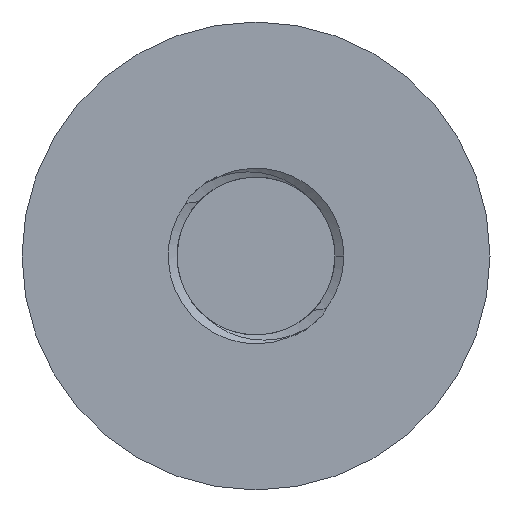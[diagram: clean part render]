
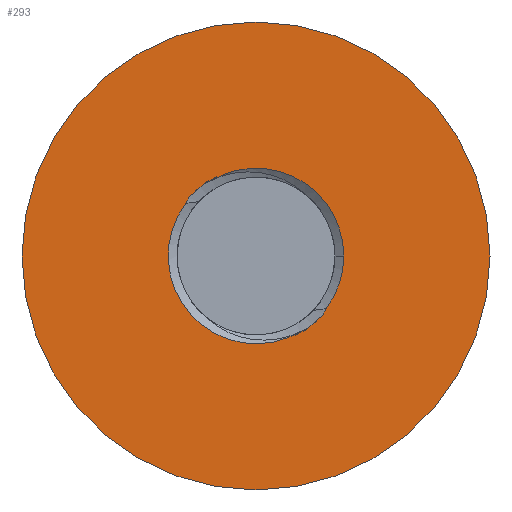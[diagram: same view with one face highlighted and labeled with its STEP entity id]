
A CAD part, front view. The second image highlights one B-rep face of the part: STEP entity #293.
In plain terms, the highlighted planar face has unit normal (0, -1, 0).
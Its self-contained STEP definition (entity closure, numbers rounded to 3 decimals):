
#4 = VERTEX_POINT ( 'NONE', #371 ) ;
#202 = VERTEX_POINT ( 'NONE', #778 ) ;
#204 = AXIS2_PLACEMENT_3D ( 'NONE', #1908, #3026, #1289 ) ;
#208 = CARTESIAN_POINT ( 'NONE',  ( 0., 6.092, 0. ) ) ;
#251 = CARTESIAN_POINT ( 'NONE',  ( 3.908, 6.092, -4.679 ) ) ;
#278 = CARTESIAN_POINT ( 'NONE',  ( 0., 6.092, 0. ) ) ;
#285 = ORIENTED_EDGE ( 'NONE', *, *, #3656, .T. ) ;
#293 = ADVANCED_FACE ( 'NONE', ( #451, #3596 ), #1027, .T. ) ;
#365 = EDGE_CURVE ( 'NONE', #202, #3479, #684, .T. ) ;
#371 = CARTESIAN_POINT ( 'NONE',  ( 3.108, 6.092, -5.132 ) ) ;
#402 = EDGE_CURVE ( 'NONE', #1488, #202, #1889, .T. ) ;
#446 = CARTESIAN_POINT ( 'NONE',  ( 3.374, 6.092, -5.025 ) ) ;
#451 = FACE_OUTER_BOUND ( 'NONE', #2414, .T. ) ;
#468 = EDGE_CURVE ( 'NONE', #1963, #2686, #770, .T. ) ;
#494 = CARTESIAN_POINT ( 'NONE',  ( 3.505, 6.092, -4.964 ) ) ;
#531 = CARTESIAN_POINT ( 'NONE',  ( 4.598, 6.092, -3.973 ) ) ;
#617 = ORIENTED_EDGE ( 'NONE', *, *, #1604, .T. ) ;
#622 = B_SPLINE_CURVE_WITH_KNOTS ( 'NONE', 3,
 ( #531, #2453, #251, #767 ),
 .UNSPECIFIED., .F., .F.,
 ( 4, 4 ),
 ( 0., 0.001 ),
 .UNSPECIFIED. ) ;
#639 = ORIENTED_EDGE ( 'NONE', *, *, #468, .T. ) ;
#643 = CARTESIAN_POINT ( 'NONE',  ( 4.737, 6.092, -3.726 ) ) ;
#657 = CIRCLE ( 'NONE', #2138, 6. ) ;
#661 = CARTESIAN_POINT ( 'NONE',  ( 4.598, 6.092, -3.973 ) ) ;
#684 = CIRCLE ( 'NONE', #3108, 6. ) ;
#708 = CIRCLE ( 'NONE', #2061, 6. ) ;
#739 = ORIENTED_EDGE ( 'NONE', *, *, #2495, .T. ) ;
#754 = CARTESIAN_POINT ( 'NONE',  ( 0., 6.092, 0. ) ) ;
#767 = CARTESIAN_POINT ( 'NONE',  ( 3.505, 6.092, -4.964 ) ) ;
#770 = B_SPLINE_CURVE_WITH_KNOTS ( 'NONE', 3,
 ( #1741, #643, #1197, #661 ),
 .UNSPECIFIED., .F., .F.,
 ( 4, 4 ),
 ( 0.003, 0.004 ),
 .UNSPECIFIED. ) ;
#778 = CARTESIAN_POINT ( 'NONE',  ( -3.108, 6.092, 5.132 ) ) ;
#801 = DIRECTION ( 'NONE',  ( 1., 0., 0. ) ) ;
#822 = VERTEX_POINT ( 'NONE', #2496 ) ;
#848 = B_SPLINE_CURVE_WITH_KNOTS ( 'NONE', 3,
 ( #2492, #446, #1584, #2235 ),
 .UNSPECIFIED., .F., .F.,
 ( 4, 4 ),
 ( 0., 0. ),
 .UNSPECIFIED. ) ;
#862 = ORIENTED_EDGE ( 'NONE', *, *, #1332, .T. ) ;
#940 = CARTESIAN_POINT ( 'NONE',  ( -3.374, 6.092, 5.025 ) ) ;
#947 = B_SPLINE_CURVE_WITH_KNOTS ( 'NONE', 3,
 ( #2299, #2572, #3647, #1676 ),
 .UNSPECIFIED., .F., .F.,
 ( 4, 4 ),
 ( 0.003, 0.004 ),
 .UNSPECIFIED. ) ;
#1027 = PLANE ( 'NONE',  #204 ) ;
#1105 = DIRECTION ( 'NONE',  ( 0., 1., 0. ) ) ;
#1109 = CIRCLE ( 'NONE', #3645, 16. ) ;
#1127 = CARTESIAN_POINT ( 'NONE',  ( -3.505, 6.092, 4.964 ) ) ;
#1182 = DIRECTION ( 'NONE',  ( 1., 0., 0. ) ) ;
#1197 = CARTESIAN_POINT ( 'NONE',  ( 4.67, 6.092, -3.851 ) ) ;
#1248 = ORIENTED_EDGE ( 'NONE', *, *, #3623, .T. ) ;
#1267 = ORIENTED_EDGE ( 'NONE', *, *, #2001, .T. ) ;
#1289 = DIRECTION ( 'NONE',  ( 1., 0., 0. ) ) ;
#1332 = EDGE_CURVE ( 'NONE', #2323, #822, #2850, .T. ) ;
#1384 = DIRECTION ( 'NONE',  ( 1., 0., 0. ) ) ;
#1428 = CARTESIAN_POINT ( 'NONE',  ( -3.908, 6.092, 4.679 ) ) ;
#1488 = VERTEX_POINT ( 'NONE', #2956 ) ;
#1560 = EDGE_CURVE ( 'NONE', #2686, #3475, #622, .T. ) ;
#1584 = CARTESIAN_POINT ( 'NONE',  ( 3.242, 6.092, -5.081 ) ) ;
#1604 = EDGE_CURVE ( 'NONE', #3479, #1963, #708, .T. ) ;
#1676 = CARTESIAN_POINT ( 'NONE',  ( -4.598, 6.092, 3.973 ) ) ;
#1688 = CARTESIAN_POINT ( 'NONE',  ( -3.505, 6.092, 4.964 ) ) ;
#1741 = CARTESIAN_POINT ( 'NONE',  ( 4.8, 6.092, -3.6 ) ) ;
#1774 = CARTESIAN_POINT ( 'NONE',  ( 4.8, 6.092, -3.6 ) ) ;
#1811 = VERTEX_POINT ( 'NONE', #2158 ) ;
#1830 = CARTESIAN_POINT ( 'NONE',  ( 4.598, 6.092, -3.973 ) ) ;
#1882 = ORIENTED_EDGE ( 'NONE', *, *, #402, .T. ) ;
#1889 = B_SPLINE_CURVE_WITH_KNOTS ( 'NONE', 3,
 ( #1688, #940, #2346, #2312 ),
 .UNSPECIFIED., .F., .F.,
 ( 4, 4 ),
 ( 0., 0. ),
 .UNSPECIFIED. ) ;
#1893 = DIRECTION ( 'NONE',  ( 0., 1., 0. ) ) ;
#1908 = CARTESIAN_POINT ( 'NONE',  ( 16., 6.092, 0. ) ) ;
#1963 = VERTEX_POINT ( 'NONE', #1774 ) ;
#1979 = ORIENTED_EDGE ( 'NONE', *, *, #1560, .T. ) ;
#1995 = B_SPLINE_CURVE_WITH_KNOTS ( 'NONE', 3,
 ( #2006, #3052, #1428, #1127 ),
 .UNSPECIFIED., .F., .F.,
 ( 4, 4 ),
 ( 0., 0.001 ),
 .UNSPECIFIED. ) ;
#2001 = EDGE_CURVE ( 'NONE', #3475, #4, #848, .T. ) ;
#2006 = CARTESIAN_POINT ( 'NONE',  ( -4.598, 6.092, 3.973 ) ) ;
#2061 = AXIS2_PLACEMENT_3D ( 'NONE', #3066, #1105, #3319 ) ;
#2138 = AXIS2_PLACEMENT_3D ( 'NONE', #754, #1893, #3009 ) ;
#2158 = CARTESIAN_POINT ( 'NONE',  ( -4.598, 6.092, 3.973 ) ) ;
#2171 = CARTESIAN_POINT ( 'NONE',  ( 0., 6.092, 0. ) ) ;
#2190 = DIRECTION ( 'NONE',  ( 0., -1., 0. ) ) ;
#2235 = CARTESIAN_POINT ( 'NONE',  ( 3.108, 6.092, -5.132 ) ) ;
#2297 = DIRECTION ( 'NONE',  ( 0., -1., 0. ) ) ;
#2299 = CARTESIAN_POINT ( 'NONE',  ( -4.8, 6.092, 3.6 ) ) ;
#2312 = CARTESIAN_POINT ( 'NONE',  ( -3.108, 6.092, 5.132 ) ) ;
#2323 = VERTEX_POINT ( 'NONE', #3015 ) ;
#2346 = CARTESIAN_POINT ( 'NONE',  ( -3.242, 6.092, 5.081 ) ) ;
#2414 = EDGE_LOOP ( 'NONE', ( #862, #2793 ) ) ;
#2453 = CARTESIAN_POINT ( 'NONE',  ( 4.275, 6.092, -4.346 ) ) ;
#2488 = ORIENTED_EDGE ( 'NONE', *, *, #365, .T. ) ;
#2492 = CARTESIAN_POINT ( 'NONE',  ( 3.505, 6.092, -4.964 ) ) ;
#2495 = EDGE_CURVE ( 'NONE', #2804, #1811, #947, .T. ) ;
#2496 = CARTESIAN_POINT ( 'NONE',  ( -16., 6.092, 0. ) ) ;
#2517 = DIRECTION ( 'NONE',  ( 0., 1., 0. ) ) ;
#2572 = CARTESIAN_POINT ( 'NONE',  ( -4.737, 6.092, 3.726 ) ) ;
#2686 = VERTEX_POINT ( 'NONE', #1830 ) ;
#2701 = CARTESIAN_POINT ( 'NONE',  ( -4.8, 6.092, 3.6 ) ) ;
#2729 = AXIS2_PLACEMENT_3D ( 'NONE', #278, #2297, #1182 ) ;
#2757 = EDGE_CURVE ( 'NONE', #822, #2323, #1109, .T. ) ;
#2793 = ORIENTED_EDGE ( 'NONE', *, *, #2757, .T. ) ;
#2804 = VERTEX_POINT ( 'NONE', #2701 ) ;
#2850 = CIRCLE ( 'NONE', #2729, 16. ) ;
#2956 = CARTESIAN_POINT ( 'NONE',  ( -3.505, 6.092, 4.964 ) ) ;
#3009 = DIRECTION ( 'NONE',  ( 1., 0., 0. ) ) ;
#3015 = CARTESIAN_POINT ( 'NONE',  ( 16., 6.092, 0. ) ) ;
#3026 = DIRECTION ( 'NONE',  ( 0., -1., 0. ) ) ;
#3032 = CARTESIAN_POINT ( 'NONE',  ( 6., 6.092, 0. ) ) ;
#3052 = CARTESIAN_POINT ( 'NONE',  ( -4.275, 6.092, 4.346 ) ) ;
#3066 = CARTESIAN_POINT ( 'NONE',  ( 0., 6.092, 0. ) ) ;
#3108 = AXIS2_PLACEMENT_3D ( 'NONE', #208, #2517, #1384 ) ;
#3319 = DIRECTION ( 'NONE',  ( 1., 0., 0. ) ) ;
#3475 = VERTEX_POINT ( 'NONE', #494 ) ;
#3479 = VERTEX_POINT ( 'NONE', #3032 ) ;
#3596 = FACE_BOUND ( 'NONE', #3610, .T. ) ;
#3610 = EDGE_LOOP ( 'NONE', ( #1267, #1248, #739, #285, #1882, #2488, #617, #639, #1979 ) ) ;
#3623 = EDGE_CURVE ( 'NONE', #4, #2804, #657, .T. ) ;
#3645 = AXIS2_PLACEMENT_3D ( 'NONE', #2171, #2190, #801 ) ;
#3647 = CARTESIAN_POINT ( 'NONE',  ( -4.67, 6.092, 3.851 ) ) ;
#3656 = EDGE_CURVE ( 'NONE', #1811, #1488, #1995, .T. ) ;
